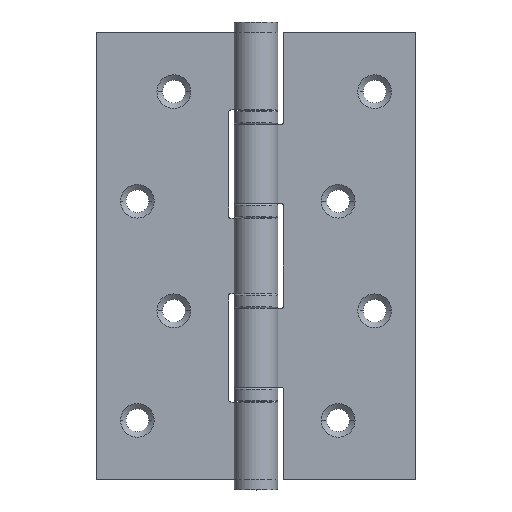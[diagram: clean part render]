
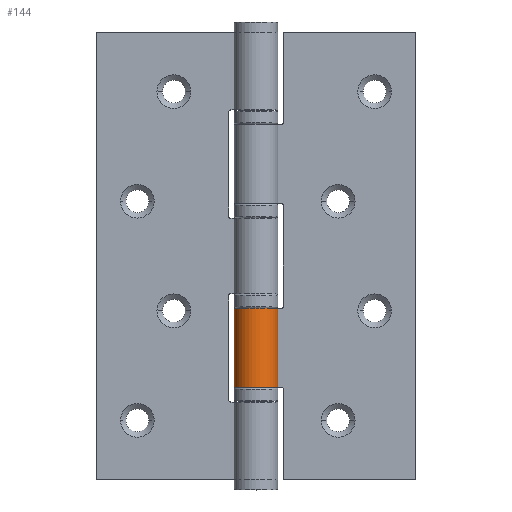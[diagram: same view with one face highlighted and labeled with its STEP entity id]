
A CAD part, top view. The second image highlights one B-rep face of the part: STEP entity #144.
In plain terms, the highlighted cylindrical face has radius 4.8 mm (diameter 9.6 mm), a partial arc.
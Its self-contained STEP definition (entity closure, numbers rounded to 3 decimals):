
#76=B_SPLINE_CURVE_WITH_KNOTS('',1,(#5190,#5191),.UNSPECIFIED.,.F.,.F.,
(2,2),(20.293,37.493),.UNSPECIFIED.);
#144=ADVANCED_FACE('',(#357),#3356,.T.);
#357=FACE_OUTER_BOUND('',#570,.T.);
#570=EDGE_LOOP('',(#839,#840,#841,#842));
#839=ORIENTED_EDGE('',*,*,#1821,.F.);
#840=ORIENTED_EDGE('',*,*,#1830,.T.);
#841=ORIENTED_EDGE('',*,*,#1779,.F.);
#842=ORIENTED_EDGE('',*,*,#1827,.T.);
#1779=EDGE_CURVE('',#2960,#2959,#2244,.T.);
#1821=EDGE_CURVE('',#2982,#2979,#76,.T.);
#1827=EDGE_CURVE('',#2960,#2979,#2371,.T.);
#1830=EDGE_CURVE('',#2982,#2959,#2374,.T.);
#2244=(
BOUNDED_CURVE()
B_SPLINE_CURVE(1,(#5097,#5098),.UNSPECIFIED.,.F.,.F.)
B_SPLINE_CURVE_WITH_KNOTS((2,2),(60.507,77.707),.UNSPECIFIED.)
CURVE()
GEOMETRIC_REPRESENTATION_ITEM()
RATIONAL_B_SPLINE_CURVE((1.,1.))
REPRESENTATION_ITEM('')
);
#2371=TRIMMED_CURVE($,#2673,(#5206),(#5207),.T.,.CARTESIAN.);
#2374=TRIMMED_CURVE($,#2676,(#5215),(#5216),.T.,.CARTESIAN.);
#2673=CIRCLE('',#3593,4.8);
#2676=CIRCLE('',#3596,4.8);
#2959=VERTEX_POINT('',#5021);
#2960=VERTEX_POINT('',#5022);
#2979=VERTEX_POINT('',#5041);
#2982=VERTEX_POINT('',#5044);
#3356=CYLINDRICAL_SURFACE('',#3547,4.8);
#3547=AXIS2_PLACEMENT_3D('',#4827,#4000,$);
#3593=AXIS2_PLACEMENT_3D($,#5205,#4058,#4059);
#3596=AXIS2_PLACEMENT_3D($,#5214,#4064,#4065);
#4000=DIRECTION('',(0.,-1.,0.));
#4058=DIRECTION('',(0.,-1.,0.));
#4059=DIRECTION('',(1.,0.,0.));
#4064=DIRECTION('',(0.,1.,0.));
#4065=DIRECTION('',(0.611,0.,-0.792));
#4827=CARTESIAN_POINT('',(-3.489,-3.446,3.8));
#5021=CARTESIAN_POINT('',(1.311,-32.153,3.8));
#5022=CARTESIAN_POINT('',(1.311,-14.953,3.8));
#5041=CARTESIAN_POINT('',(-0.557,-14.953,0.));
#5044=CARTESIAN_POINT('',(-0.557,-32.153,0.));
#5097=CARTESIAN_POINT('',(1.311,-14.953,3.8));
#5098=CARTESIAN_POINT('',(1.311,-32.153,3.8));
#5190=CARTESIAN_POINT('',(-0.557,-32.153,0.));
#5191=CARTESIAN_POINT('',(-0.557,-14.953,0.));
#5205=CARTESIAN_POINT('',(-3.489,-14.953,3.8));
#5206=CARTESIAN_POINT('',(1.311,-14.953,3.8));
#5207=CARTESIAN_POINT('',(-0.557,-14.953,0.));
#5214=CARTESIAN_POINT('',(-3.489,-32.153,3.8));
#5215=CARTESIAN_POINT('',(-0.557,-32.153,0.));
#5216=CARTESIAN_POINT('',(1.311,-32.153,3.8));
